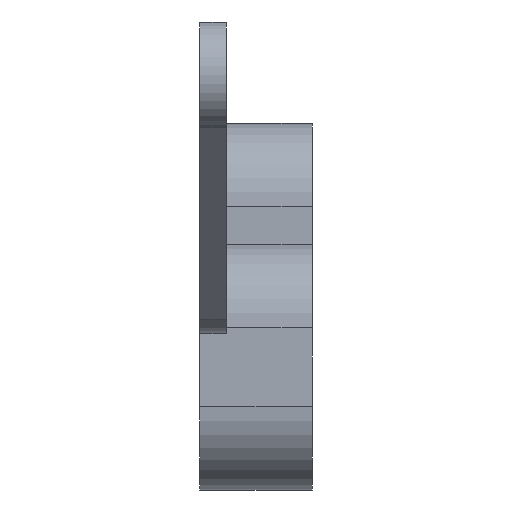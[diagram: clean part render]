
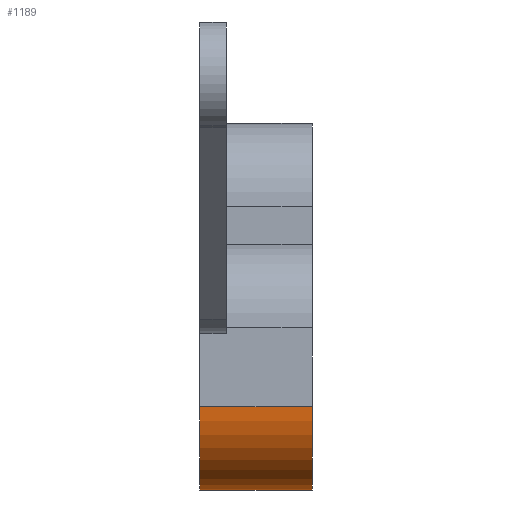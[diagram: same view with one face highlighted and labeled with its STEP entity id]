
A CAD part, front view. The second image highlights one B-rep face of the part: STEP entity #1189.
In plain terms, the highlighted cylindrical face has radius 5 mm (diameter 10 mm), a partial arc.
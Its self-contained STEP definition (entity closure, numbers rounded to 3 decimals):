
#107=FACE_OUTER_BOUND('',#172,.T.);
#172=EDGE_LOOP('',(#1029,#1030,#1031,#1032));
#268=LINE('',#1999,#374);
#282=LINE('',#2036,#388);
#374=VECTOR('',#1639,10.);
#388=VECTOR('',#1679,10.);
#459=CIRCLE('',#1329,5.);
#460=CIRCLE('',#1330,5.);
#563=VERTEX_POINT('',#1996);
#564=VERTEX_POINT('',#1998);
#573=VERTEX_POINT('',#2034);
#574=VERTEX_POINT('',#2035);
#724=EDGE_CURVE('',#564,#563,#268,.T.);
#742=EDGE_CURVE('',#573,#574,#282,.T.);
#743=EDGE_CURVE('',#564,#573,#459,.T.);
#744=EDGE_CURVE('',#574,#563,#460,.T.);
#1029=ORIENTED_EDGE('',*,*,#742,.F.);
#1030=ORIENTED_EDGE('',*,*,#743,.F.);
#1031=ORIENTED_EDGE('',*,*,#724,.T.);
#1032=ORIENTED_EDGE('',*,*,#744,.F.);
#1132=CYLINDRICAL_SURFACE('',#1328,5.);
#1189=ADVANCED_FACE('',(#107),#1132,.T.);
#1328=AXIS2_PLACEMENT_3D('',#2033,#1677,#1678);
#1329=AXIS2_PLACEMENT_3D('',#2037,#1680,#1681);
#1330=AXIS2_PLACEMENT_3D('',#2038,#1682,#1683);
#1639=DIRECTION('',(-1.,0.,0.));
#1677=DIRECTION('center_axis',(-1.,0.,0.));
#1678=DIRECTION('ref_axis',(0.,-1.,0.));
#1679=DIRECTION('',(-1.,0.,0.));
#1680=DIRECTION('center_axis',(1.,0.,0.));
#1681=DIRECTION('ref_axis',(0.,-1.,0.));
#1682=DIRECTION('center_axis',(-1.,0.,0.));
#1683=DIRECTION('ref_axis',(0.,-1.,0.));
#1996=CARTESIAN_POINT('',(223.165,61.365,-14.96));
#1998=CARTESIAN_POINT('',(229.915,61.365,-14.96));
#1999=CARTESIAN_POINT('',(229.915,61.365,-14.96));
#2033=CARTESIAN_POINT('Origin',(229.915,66.365,-14.96));
#2034=CARTESIAN_POINT('',(229.915,66.365,-19.96));
#2035=CARTESIAN_POINT('',(223.165,66.365,-19.96));
#2036=CARTESIAN_POINT('',(229.915,66.365,-19.96));
#2037=CARTESIAN_POINT('Origin',(229.915,66.365,-14.96));
#2038=CARTESIAN_POINT('Origin',(223.165,66.365,-14.96));
